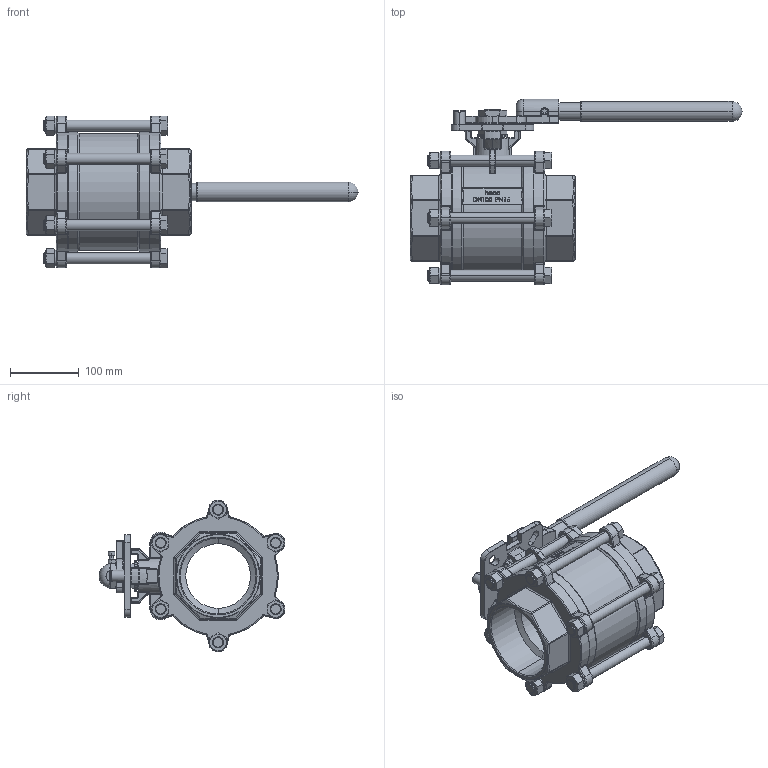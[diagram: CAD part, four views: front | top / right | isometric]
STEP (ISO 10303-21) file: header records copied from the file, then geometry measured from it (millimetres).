
FILE_DESCRIPTION (( 'STEP AP214' ), '1' );
FILE_NAME ('K3-400-0IG-4 Kugelhahn heco.STEP', '2018-07-11T09:17:36', ( '' ), ( '' ), 'SwSTEP 2.0', 'SolidWorks 2016', '' );
FILE_SCHEMA (( 'AUTOMOTIVE_DESIGN' ));
Length unit declared in the file: millimetre
Products named in the file (1): K3-400-0IG-4 Kugelhahn heco
Bounding box: 482.5 x 270.05 x 220.71 mm (x, y, z)
Volume: 3484802.9 mm3; surface area: 420540.3 mm2
Topology: 1 solids, 2 shells, 2024 faces, 4872 edges, 2866 vertices
Faces by surface type: plane 550, cylinder 498, bspline 398, torus 309, cone 186, sphere 83
Entity records: 82096 total; most frequent: CARTESIAN_POINT 33974, ORIENTED_EDGE 9608, DIRECTION 8873, EDGE_CURVE 4804, AXIS2_PLACEMENT_3D 3516, VERTEX_POINT 2860, EDGE_LOOP 2134, FACE_OUTER_BOUND 2024
